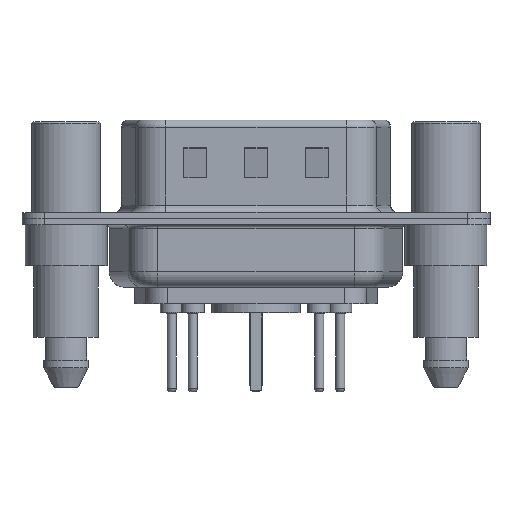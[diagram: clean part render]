
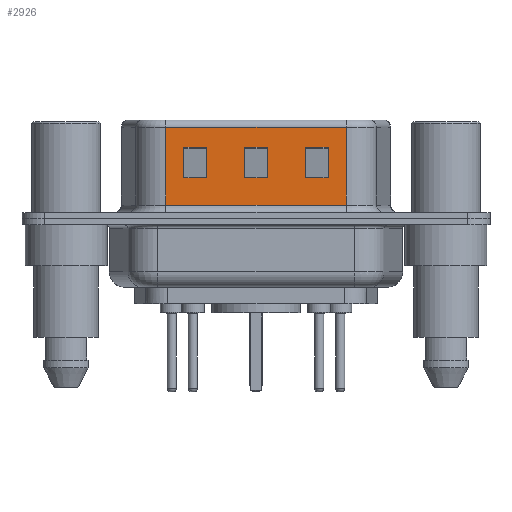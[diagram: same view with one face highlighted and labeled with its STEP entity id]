
A CAD part, front view. The second image highlights one B-rep face of the part: STEP entity #2926.
In plain terms, the highlighted planar face has unit normal (0, -1, 0).
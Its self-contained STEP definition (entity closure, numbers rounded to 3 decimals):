
#20 = CARTESIAN_POINT ( 'NONE',  ( 18.45, -4.58, 6.02 ) ) ;
#50 = VECTOR ( 'NONE', #18800, 1000. ) ;
#161 = VECTOR ( 'NONE', #998, 1000. ) ;
#402 = CARTESIAN_POINT ( 'NONE',  ( 15.75, -4.58, 4.705 ) ) ;
#774 = VERTEX_POINT ( 'NONE', #13477 ) ;
#813 = EDGE_LOOP ( 'NONE', ( #12781, #4699, #20014, #14591 ) ) ;
#949 = VECTOR ( 'NONE', #7677, 1000. ) ;
#998 = DIRECTION ( 'NONE',  ( -1., 0., 0. ) ) ;
#1096 = VECTOR ( 'NONE', #4826, 1000. ) ;
#1670 = CARTESIAN_POINT ( 'NONE',  ( 22.45, -4.58, 4.705 ) ) ;
#1836 = CARTESIAN_POINT ( 'NONE',  ( 13.25, -4.58, 2.705 ) ) ;
#2012 = CARTESIAN_POINT ( 'NONE',  ( 18.45, -4.58, 0.9 ) ) ;
#2017 = VERTEX_POINT ( 'NONE', #14490 ) ;
#2023 = CARTESIAN_POINT ( 'NONE',  ( 11.75, -4.58, 6.52 ) ) ;
#2038 = VECTOR ( 'NONE', #6192, 1000. ) ;
#2041 = CARTESIAN_POINT ( 'NONE',  ( 14.45, -4.58, 2.705 ) ) ;
#2049 = VERTEX_POINT ( 'NONE', #18747 ) ;
#2314 = EDGE_CURVE ( 'NONE', #9031, #9144, #16638, .T. ) ;
#2467 = VERTEX_POINT ( 'NONE', #3143 ) ;
#2579 = VECTOR ( 'NONE', #10749, 1000. ) ;
#2870 = LINE ( 'NONE', #4343, #10684 ) ;
#2926 = ADVANCED_FACE ( 'NONE', ( #12580, #16615, #5744, #8429 ), #4628, .F. ) ;
#2937 = DIRECTION ( 'NONE',  ( 0., 0., 1. ) ) ;
#3057 = VERTEX_POINT ( 'NONE', #7963 ) ;
#3065 = LINE ( 'NONE', #18523, #2579 ) ;
#3073 = EDGE_CURVE ( 'NONE', #5600, #4886, #6746, .T. ) ;
#3118 = ORIENTED_EDGE ( 'NONE', *, *, #4205, .T. ) ;
#3143 = CARTESIAN_POINT ( 'NONE',  ( 11.75, -4.58, 4.705 ) ) ;
#3450 = CARTESIAN_POINT ( 'NONE',  ( 7.75, -4.58, 2.705 ) ) ;
#3835 = EDGE_CURVE ( 'NONE', #14141, #5600, #5750, .T. ) ;
#3850 = ORIENTED_EDGE ( 'NONE', *, *, #2314, .T. ) ;
#3882 = VERTEX_POINT ( 'NONE', #402 ) ;
#4205 = EDGE_CURVE ( 'NONE', #5524, #19055, #3065, .T. ) ;
#4234 = ORIENTED_EDGE ( 'NONE', *, *, #10485, .T. ) ;
#4343 = CARTESIAN_POINT ( 'NONE',  ( 22.45, -4.58, 2.705 ) ) ;
#4471 = DIRECTION ( 'NONE',  ( 0., 1., 0. ) ) ;
#4628 = PLANE ( 'NONE',  #19526 ) ;
#4696 = LINE ( 'NONE', #17196, #50 ) ;
#4699 = ORIENTED_EDGE ( 'NONE', *, *, #3073, .T. ) ;
#4826 = DIRECTION ( 'NONE',  ( 0., 0., -1. ) ) ;
#4886 = VERTEX_POINT ( 'NONE', #3450 ) ;
#5048 = ORIENTED_EDGE ( 'NONE', *, *, #17477, .T. ) ;
#5176 = LINE ( 'NONE', #1670, #13472 ) ;
#5358 = CARTESIAN_POINT ( 'NONE',  ( 9.25, -4.58, 6.52 ) ) ;
#5398 = EDGE_CURVE ( 'NONE', #2467, #774, #18042, .T. ) ;
#5524 = VERTEX_POINT ( 'NONE', #7874 ) ;
#5600 = VERTEX_POINT ( 'NONE', #13437 ) ;
#5744 = FACE_BOUND ( 'NONE', #13622, .T. ) ;
#5750 = LINE ( 'NONE', #5358, #17609 ) ;
#5947 = CARTESIAN_POINT ( 'NONE',  ( 18.45, -4.58, 6.02 ) ) ;
#6192 = DIRECTION ( 'NONE',  ( 1., 0., 0. ) ) ;
#6495 = EDGE_CURVE ( 'NONE', #2017, #14141, #13939, .T. ) ;
#6681 = DIRECTION ( 'NONE',  ( 0., 0., 1. ) ) ;
#6746 = LINE ( 'NONE', #2041, #14522 ) ;
#7482 = DIRECTION ( 'NONE',  ( -1., 0., 0. ) ) ;
#7550 = LINE ( 'NONE', #9730, #15555 ) ;
#7677 = DIRECTION ( 'NONE',  ( 0., 0., -1. ) ) ;
#7874 = CARTESIAN_POINT ( 'NONE',  ( 6.55, -4.58, 0.9 ) ) ;
#7888 = EDGE_CURVE ( 'NONE', #17600, #3882, #16018, .T. ) ;
#7963 = CARTESIAN_POINT ( 'NONE',  ( 17.25, -4.58, 4.705 ) ) ;
#8048 = CARTESIAN_POINT ( 'NONE',  ( 15.75, -4.58, 2.705 ) ) ;
#8429 = FACE_OUTER_BOUND ( 'NONE', #17253, .T. ) ;
#8682 = ORIENTED_EDGE ( 'NONE', *, *, #16399, .T. ) ;
#8924 = ORIENTED_EDGE ( 'NONE', *, *, #14275, .T. ) ;
#9031 = VERTEX_POINT ( 'NONE', #5947 ) ;
#9144 = VERTEX_POINT ( 'NONE', #20170 ) ;
#9314 = EDGE_CURVE ( 'NONE', #2049, #2467, #10933, .T. ) ;
#9467 = DIRECTION ( 'NONE',  ( 0., 0., 1. ) ) ;
#9680 = CARTESIAN_POINT ( 'NONE',  ( 18.45, -4.58, 6.52 ) ) ;
#9730 = CARTESIAN_POINT ( 'NONE',  ( 18.45, -4.58, 6.52 ) ) ;
#9855 = DIRECTION ( 'NONE',  ( -1., 0., 0. ) ) ;
#10485 = EDGE_CURVE ( 'NONE', #16648, #17600, #2870, .T. ) ;
#10684 = VECTOR ( 'NONE', #7482, 1000. ) ;
#10749 = DIRECTION ( 'NONE',  ( 1., 0., 0. ) ) ;
#10901 = EDGE_CURVE ( 'NONE', #4886, #2017, #17641, .T. ) ;
#10933 = LINE ( 'NONE', #2023, #18658 ) ;
#11099 = ORIENTED_EDGE ( 'NONE', *, *, #19674, .F. ) ;
#11198 = EDGE_CURVE ( 'NONE', #3057, #16648, #17393, .T. ) ;
#11346 = CARTESIAN_POINT ( 'NONE',  ( 18.45, -4.58, 2.705 ) ) ;
#11731 = EDGE_LOOP ( 'NONE', ( #17696, #4234, #15229, #5048 ) ) ;
#12525 = DIRECTION ( 'NONE',  ( 1., 0., 0. ) ) ;
#12580 = FACE_BOUND ( 'NONE', #813, .T. ) ;
#12781 = ORIENTED_EDGE ( 'NONE', *, *, #3835, .T. ) ;
#13114 = VECTOR ( 'NONE', #17944, 1000. ) ;
#13267 = DIRECTION ( 'NONE',  ( -1., 0., 0. ) ) ;
#13403 = CARTESIAN_POINT ( 'NONE',  ( 7.75, -4.58, 6.52 ) ) ;
#13437 = CARTESIAN_POINT ( 'NONE',  ( 9.25, -4.58, 2.705 ) ) ;
#13472 = VECTOR ( 'NONE', #12525, 1000. ) ;
#13477 = CARTESIAN_POINT ( 'NONE',  ( 13.25, -4.58, 4.705 ) ) ;
#13622 = EDGE_LOOP ( 'NONE', ( #16851, #8924, #8682, #15169 ) ) ;
#13939 = LINE ( 'NONE', #16988, #2038 ) ;
#13973 = VECTOR ( 'NONE', #17510, 1000. ) ;
#14075 = CARTESIAN_POINT ( 'NONE',  ( 15.75, -4.58, 6.52 ) ) ;
#14141 = VERTEX_POINT ( 'NONE', #16857 ) ;
#14275 = EDGE_CURVE ( 'NONE', #774, #18332, #18522, .T. ) ;
#14490 = CARTESIAN_POINT ( 'NONE',  ( 7.75, -4.58, 4.705 ) ) ;
#14522 = VECTOR ( 'NONE', #13267, 1000. ) ;
#14538 = ORIENTED_EDGE ( 'NONE', *, *, #17556, .T. ) ;
#14591 = ORIENTED_EDGE ( 'NONE', *, *, #6495, .T. ) ;
#15169 = ORIENTED_EDGE ( 'NONE', *, *, #9314, .T. ) ;
#15229 = ORIENTED_EDGE ( 'NONE', *, *, #7888, .T. ) ;
#15294 = LINE ( 'NONE', #11346, #18949 ) ;
#15555 = VECTOR ( 'NONE', #18997, 1000. ) ;
#15594 = CARTESIAN_POINT ( 'NONE',  ( 13.25, -4.58, 6.52 ) ) ;
#15620 = DIRECTION ( 'NONE',  ( 0., 0., -1. ) ) ;
#16018 = LINE ( 'NONE', #14075, #16489 ) ;
#16334 = CARTESIAN_POINT ( 'NONE',  ( 17.25, -4.58, 2.705 ) ) ;
#16399 = EDGE_CURVE ( 'NONE', #18332, #2049, #15294, .T. ) ;
#16489 = VECTOR ( 'NONE', #9467, 1000. ) ;
#16615 = FACE_BOUND ( 'NONE', #11731, .T. ) ;
#16638 = LINE ( 'NONE', #20, #161 ) ;
#16648 = VERTEX_POINT ( 'NONE', #16334 ) ;
#16851 = ORIENTED_EDGE ( 'NONE', *, *, #5398, .T. ) ;
#16857 = CARTESIAN_POINT ( 'NONE',  ( 9.25, -4.58, 4.705 ) ) ;
#16988 = CARTESIAN_POINT ( 'NONE',  ( 14.45, -4.58, 4.705 ) ) ;
#17196 = CARTESIAN_POINT ( 'NONE',  ( 6.55, -4.58, 6.52 ) ) ;
#17253 = EDGE_LOOP ( 'NONE', ( #11099, #3850, #14538, #3118 ) ) ;
#17393 = LINE ( 'NONE', #20191, #949 ) ;
#17477 = EDGE_CURVE ( 'NONE', #3882, #3057, #5176, .T. ) ;
#17510 = DIRECTION ( 'NONE',  ( 1., 0., 0. ) ) ;
#17556 = EDGE_CURVE ( 'NONE', #9144, #5524, #4696, .T. ) ;
#17600 = VERTEX_POINT ( 'NONE', #8048 ) ;
#17609 = VECTOR ( 'NONE', #15620, 1000. ) ;
#17641 = LINE ( 'NONE', #13403, #13114 ) ;
#17696 = ORIENTED_EDGE ( 'NONE', *, *, #11198, .T. ) ;
#17707 = CARTESIAN_POINT ( 'NONE',  ( 18.45, -4.58, 4.705 ) ) ;
#17944 = DIRECTION ( 'NONE',  ( 0., 0., 1. ) ) ;
#18042 = LINE ( 'NONE', #17707, #13973 ) ;
#18332 = VERTEX_POINT ( 'NONE', #1836 ) ;
#18522 = LINE ( 'NONE', #15594, #1096 ) ;
#18523 = CARTESIAN_POINT ( 'NONE',  ( 18.45, -4.58, 0.9 ) ) ;
#18658 = VECTOR ( 'NONE', #6681, 1000. ) ;
#18747 = CARTESIAN_POINT ( 'NONE',  ( 11.75, -4.58, 2.705 ) ) ;
#18800 = DIRECTION ( 'NONE',  ( 0., 0., -1. ) ) ;
#18949 = VECTOR ( 'NONE', #9855, 1000. ) ;
#18997 = DIRECTION ( 'NONE',  ( 0., 0., -1. ) ) ;
#19055 = VERTEX_POINT ( 'NONE', #2012 ) ;
#19526 = AXIS2_PLACEMENT_3D ( 'NONE', #9680, #4471, #2937 ) ;
#19674 = EDGE_CURVE ( 'NONE', #9031, #19055, #7550, .T. ) ;
#20014 = ORIENTED_EDGE ( 'NONE', *, *, #10901, .T. ) ;
#20170 = CARTESIAN_POINT ( 'NONE',  ( 6.55, -4.58, 6.02 ) ) ;
#20191 = CARTESIAN_POINT ( 'NONE',  ( 17.25, -4.58, 6.52 ) ) ;
